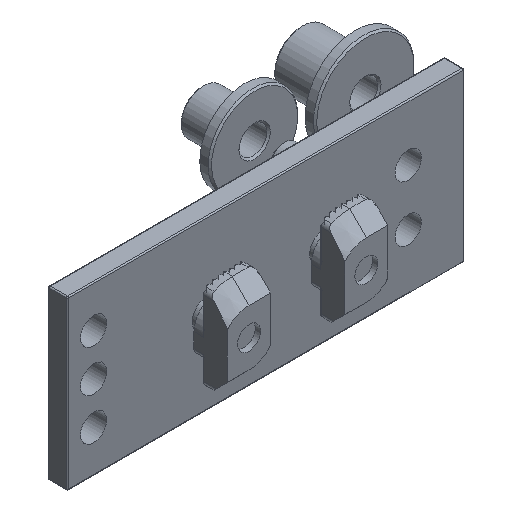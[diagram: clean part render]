
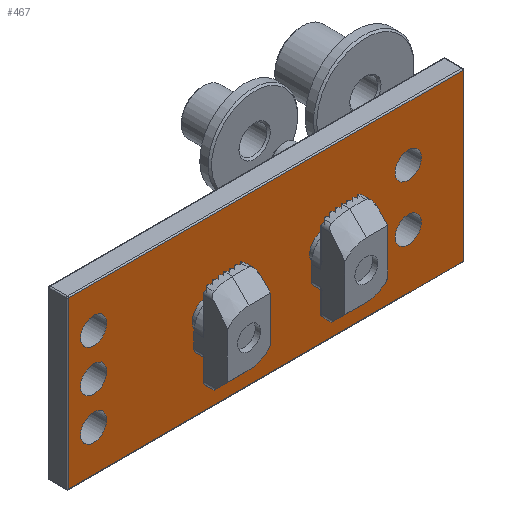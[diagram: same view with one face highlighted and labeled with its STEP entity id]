
A CAD part, isometric view. The second image highlights one B-rep face of the part: STEP entity #467.
In plain terms, the highlighted planar face has unit normal (0, -1, 0).
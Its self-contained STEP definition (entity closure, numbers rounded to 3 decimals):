
#213=CARTESIAN_POINT('',(-0.2,0.0,29.8));
#214=VERTEX_POINT('',#213);
#222=CARTESIAN_POINT('',(-0.2,0.0,0.2));
#223=VERTEX_POINT('',#222);
#224=CARTESIAN_POINT('',(-0.2,0.0,29.8));
#225=DIRECTION('',(0.0,0.0,-1.0));
#226=VECTOR('',#225,29.6);
#227=LINE('',#224,#226);
#228=EDGE_CURVE('',#214,#223,#227,.T.);
#341=CARTESIAN_POINT('',(-70.8,0.0,0.2));
#342=VERTEX_POINT('',#341);
#343=CARTESIAN_POINT('',(-0.2,0.0,0.2));
#344=DIRECTION('',(-1.0,0.0,0.0));
#345=VECTOR('',#344,70.6);
#346=LINE('',#343,#345);
#347=EDGE_CURVE('',#223,#342,#346,.T.);
#367=CARTESIAN_POINT('',(-35.5,0.0,15.0));
#368=DIRECTION('',(0.0,-1.0,0.0));
#369=DIRECTION('',(0.0,0.0,-1.0));
#370=AXIS2_PLACEMENT_3D('',#367,#368,#369);
#371=PLANE('',#370);
#372=ORIENTED_EDGE('',*,*,#228,.F.);
#373=CARTESIAN_POINT('',(-70.8,0.0,29.8));
#374=VERTEX_POINT('',#373);
#375=CARTESIAN_POINT('',(-70.8,0.0,29.8));
#376=DIRECTION('',(1.0,0.0,0.0));
#377=VECTOR('',#376,70.6);
#378=LINE('',#375,#377);
#379=EDGE_CURVE('',#374,#214,#378,.T.);
#380=ORIENTED_EDGE('',*,*,#379,.F.);
#381=CARTESIAN_POINT('',(-70.8,0.0,0.2));
#382=DIRECTION('',(0.0,0.0,1.0));
#383=VECTOR('',#382,29.6);
#384=LINE('',#381,#383);
#385=EDGE_CURVE('',#342,#374,#384,.T.);
#386=ORIENTED_EDGE('',*,*,#385,.F.);
#387=ORIENTED_EDGE('',*,*,#347,.F.);
#388=EDGE_LOOP('',(#372,#380,#386,#387));
#389=FACE_OUTER_BOUND('',#388,.T.);
#390=CARTESIAN_POINT('',(-22.35,0.0,15.0));
#391=VERTEX_POINT('',#390);
#392=CARTESIAN_POINT('',(-25.,0.0,15.0));
#393=DIRECTION('',(0.0,1.0,0.0));
#394=DIRECTION('',(-1.0,0.0,0.0));
#395=AXIS2_PLACEMENT_3D('',#392,#393,#394);
#396=CIRCLE('',#395,2.65);
#397=EDGE_CURVE('',#391,#391,#396,.T.);
#398=ORIENTED_EDGE('',*,*,#397,.T.);
#399=EDGE_LOOP('',(#398));
#400=FACE_BOUND('',#399,.T.);
#401=CARTESIAN_POINT('',(-43.35,0.0,15.0));
#402=VERTEX_POINT('',#401);
#403=CARTESIAN_POINT('',(-46.0,0.0,15.0));
#404=DIRECTION('',(0.0,1.0,0.0));
#405=DIRECTION('',(-1.0,0.0,0.0));
#406=AXIS2_PLACEMENT_3D('',#403,#404,#405);
#407=CIRCLE('',#406,2.65);
#408=EDGE_CURVE('',#402,#402,#407,.T.);
#409=ORIENTED_EDGE('',*,*,#408,.T.);
#410=EDGE_LOOP('',(#409));
#411=FACE_BOUND('',#410,.T.);
#412=CARTESIAN_POINT('',(-63.956,0.0,15.0));
#413=VERTEX_POINT('',#412);
#414=CARTESIAN_POINT('',(-66.306,0.0,15.0));
#415=DIRECTION('',(0.0,1.0,0.0));
#416=DIRECTION('',(-1.0,0.0,0.0));
#417=AXIS2_PLACEMENT_3D('',#414,#415,#416);
#418=CIRCLE('',#417,2.35);
#419=EDGE_CURVE('',#413,#413,#418,.T.);
#420=ORIENTED_EDGE('',*,*,#419,.T.);
#421=EDGE_LOOP('',(#420));
#422=FACE_BOUND('',#421,.T.);
#423=CARTESIAN_POINT('',(-63.956,0.0,22.5));
#424=VERTEX_POINT('',#423);
#425=CARTESIAN_POINT('',(-66.306,0.0,22.5));
#426=DIRECTION('',(0.0,1.0,0.0));
#427=DIRECTION('',(-1.0,0.0,0.0));
#428=AXIS2_PLACEMENT_3D('',#425,#426,#427);
#429=CIRCLE('',#428,2.35);
#430=EDGE_CURVE('',#424,#424,#429,.T.);
#431=ORIENTED_EDGE('',*,*,#430,.T.);
#432=EDGE_LOOP('',(#431));
#433=FACE_BOUND('',#432,.T.);
#434=CARTESIAN_POINT('',(-63.956,0.0,7.5));
#435=VERTEX_POINT('',#434);
#436=CARTESIAN_POINT('',(-66.306,0.0,7.5));
#437=DIRECTION('',(0.0,1.0,0.0));
#438=DIRECTION('',(-1.0,0.0,0.0));
#439=AXIS2_PLACEMENT_3D('',#436,#437,#438);
#440=CIRCLE('',#439,2.35);
#441=EDGE_CURVE('',#435,#435,#440,.T.);
#442=ORIENTED_EDGE('',*,*,#441,.T.);
#443=EDGE_LOOP('',(#442));
#444=FACE_BOUND('',#443,.T.);
#445=CARTESIAN_POINT('',(-7.65,0.0,10.0));
#446=VERTEX_POINT('',#445);
#447=CARTESIAN_POINT('',(-10.,0.0,10.0));
#448=DIRECTION('',(0.0,1.0,0.0));
#449=DIRECTION('',(-1.0,0.0,0.0));
#450=AXIS2_PLACEMENT_3D('',#447,#448,#449);
#451=CIRCLE('',#450,2.35);
#452=EDGE_CURVE('',#446,#446,#451,.T.);
#453=ORIENTED_EDGE('',*,*,#452,.T.);
#454=EDGE_LOOP('',(#453));
#455=FACE_BOUND('',#454,.T.);
#456=CARTESIAN_POINT('',(-7.65,0.0,20.0));
#457=VERTEX_POINT('',#456);
#458=CARTESIAN_POINT('',(-10.,0.0,20.0));
#459=DIRECTION('',(0.0,1.0,0.0));
#460=DIRECTION('',(-1.0,0.0,0.0));
#461=AXIS2_PLACEMENT_3D('',#458,#459,#460);
#462=CIRCLE('',#461,2.35);
#463=EDGE_CURVE('',#457,#457,#462,.T.);
#464=ORIENTED_EDGE('',*,*,#463,.T.);
#465=EDGE_LOOP('',(#464));
#466=FACE_BOUND('',#465,.T.);
#467=ADVANCED_FACE('',(#389,#400,#411,#422,#433,#444,#455,#466),#371,.T.);
